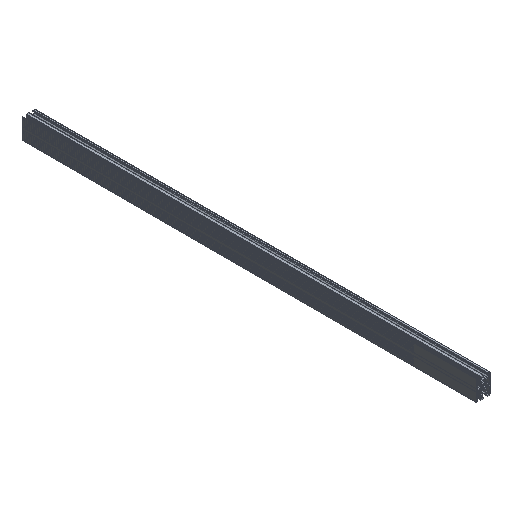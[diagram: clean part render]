
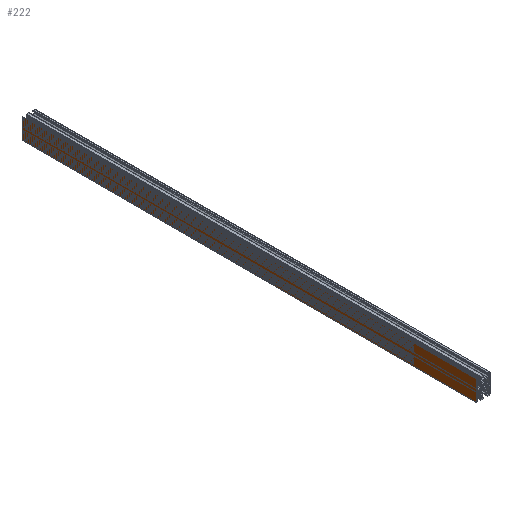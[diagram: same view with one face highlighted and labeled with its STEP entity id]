
A CAD part, isometric view. The second image highlights one B-rep face of the part: STEP entity #222.
In plain terms, the highlighted planar face has unit normal (-1, 0, 0).
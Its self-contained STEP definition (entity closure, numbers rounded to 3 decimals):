
#222=ADVANCED_FACE('',(#526),#527,.F.);
#526=FACE_OUTER_BOUND('',#984,.T.);
#527=PLANE('',#985);
#984=EDGE_LOOP('',(#2213,#2214,#2215,#2216));
#985=AXIS2_PLACEMENT_3D('',#2217,#2218,#2219);
#2213=ORIENTED_EDGE('',*,*,#3654,.F.);
#2214=ORIENTED_EDGE('',*,*,#3809,.F.);
#2215=ORIENTED_EDGE('',*,*,#3652,.F.);
#2216=ORIENTED_EDGE('',*,*,#3810,.T.);
#2217=CARTESIAN_POINT('',(-15.,50500.0,0.));
#2218=DIRECTION('',(1.0,0.,0.));
#2219=DIRECTION('',(0.,0.,-1.0));
#3652=EDGE_CURVE('',#4605,#4297,#4607,.T.);
#3654=EDGE_CURVE('',#4608,#4610,#4611,.T.);
#3809=EDGE_CURVE('',#4297,#4608,#4919,.T.);
#3810=EDGE_CURVE('',#4605,#4610,#4920,.T.);
#4297=VERTEX_POINT('',#5534);
#4605=VERTEX_POINT('',#5960);
#4607=LINE('',#5963,#5964);
#4608=VERTEX_POINT('',#5965);
#4610=VERTEX_POINT('',#5968);
#4611=LINE('',#5969,#5970);
#4919=LINE('',#6396,#6397);
#4920=LINE('',#6398,#6399);
#5534=CARTESIAN_POINT('',(-15.0,1000.0,22.5));
#5960=CARTESIAN_POINT('',(-15.0,1000.0,-22.5));
#5963=CARTESIAN_POINT('',(-15.0,1000.0,0.));
#5964=VECTOR('',#7276,1.0);
#5965=CARTESIAN_POINT('',(-15.,0.,22.5));
#5968=CARTESIAN_POINT('',(-15.0,0.0,-22.5));
#5969=CARTESIAN_POINT('',(-15.0,0.0,0.));
#5970=VECTOR('',#7278,1.0);
#6396=CARTESIAN_POINT('',(-15.,50500.0,22.5));
#6397=VECTOR('',#7505,1.0);
#6398=CARTESIAN_POINT('',(-15.,50500.0,-22.5));
#6399=VECTOR('',#7506,1.0);
#7276=DIRECTION('',(0.,0.,1.0));
#7278=DIRECTION('',(0.,0.,-1.0));
#7505=DIRECTION('',(0.,-1.0,0.0));
#7506=DIRECTION('',(0.,-1.0,0.0));
